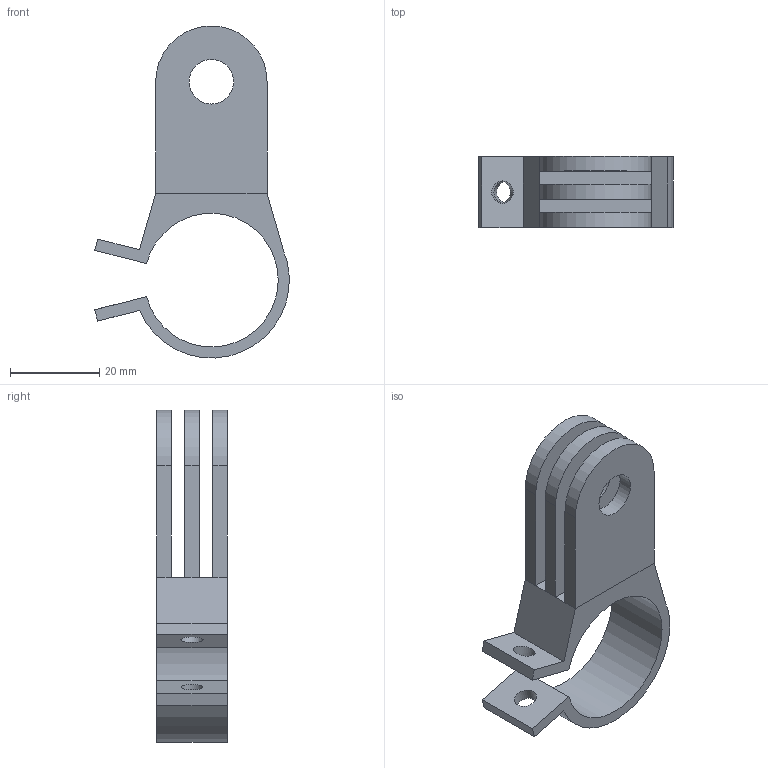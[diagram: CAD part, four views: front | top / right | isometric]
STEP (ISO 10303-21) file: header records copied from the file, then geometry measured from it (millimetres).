
FILE_DESCRIPTION(('FreeCAD Model'),'2;1');
FILE_NAME('Open CASCADE Shape Model','2021-09-04T08:59:47',(''),(''), 'Open CASCADE STEP processor 7.5','FreeCAD','Unknown');
FILE_SCHEMA(('AUTOMOTIVE_DESIGN { 1 0 10303 214 1 1 1 1 }'));
Length unit declared in the file: millimetre
Products named in the file (1): gopro 2
Bounding box: 43.64 x 15.9 x 74.48 mm (x, y, z)
Volume: 14086.6 mm3; surface area: 10344.9 mm2
Topology: 1 solids, 1 shells, 34 faces, 84 edges, 52 vertices
Faces by surface type: plane 24, cylinder 10
Full cylindrical faces by diameter (mm): 5 x2, 10 x3
Entity records: 2144 total; most frequent: CARTESIAN_POINT 375, DIRECTION 336, LINE 212, VECTOR 212, ORIENTED_EDGE 168, PCURVE 168, DEFINITIONAL_REPRESENTATION 168, EDGE_CURVE 84
